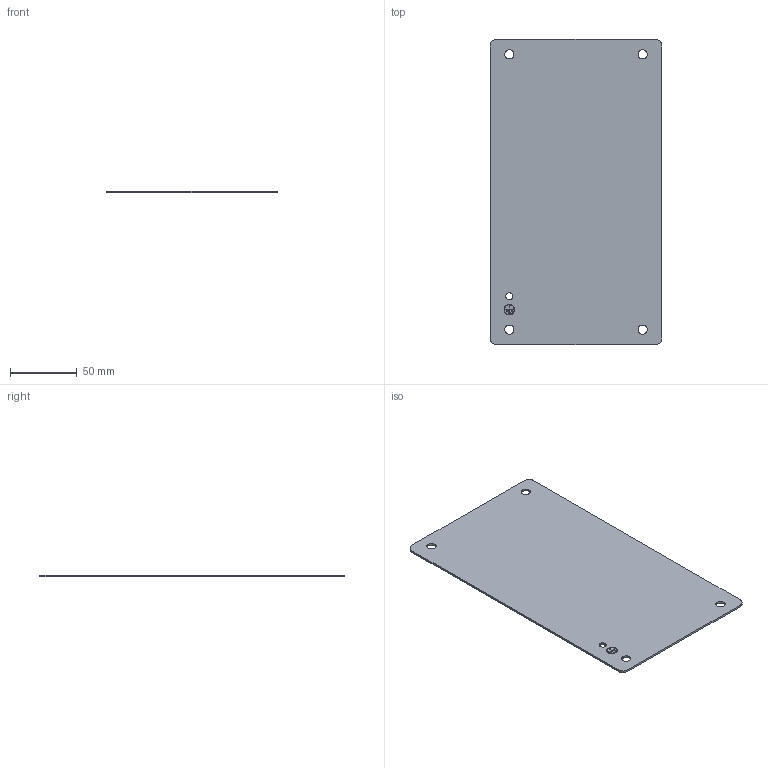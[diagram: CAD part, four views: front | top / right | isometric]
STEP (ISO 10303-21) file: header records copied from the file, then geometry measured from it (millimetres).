
FILE_DESCRIPTION(('CATIA V5 STEP Exchange','CAx-IF Rec.Pracs.--- Model Styling and Organization---1.4--- 2014-01-23'),'2;1');
FILE_NAME ('011025-3_0_1309690000_1309690000 KTBI_MOPL_300x200.stp','2023-06-06T06:27:02+00:00',('none'),('Weidmueller'),'CATIA Version 5-6 Release 2016 SP3 HF44','CATIA V5 STEP AP214','none');
FILE_SCHEMA(('AUTOMOTIVE_DESIGN { 1 0 10303 214 1 1 1 1 }'));
Length unit declared in the file: millimetre
Products named in the file (1): 1309690000 KTBI_MOPL_300x200
Bounding box: 129 x 229 x 1.5 mm (x, y, z)
Volume: 44012.5 mm3; surface area: 59911.9 mm2
Topology: 1 solids, 1 shells, 49 faces, 126 edges, 84 vertices
Faces by surface type: plane 27, cylinder 22
Entity records: 1767 total; most frequent: CARTESIAN_POINT 516, ORIENTED_EDGE 252, DIRECTION 201, EDGE_CURVE 126, VERTEX_POINT 84, VECTOR 82, LINE 82, AXIS2_PLACEMENT_3D 71
